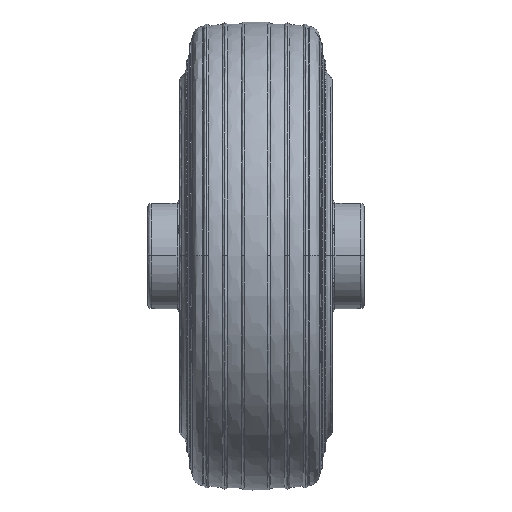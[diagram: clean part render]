
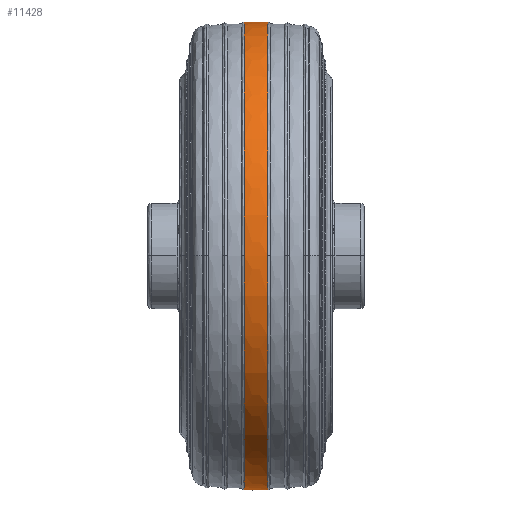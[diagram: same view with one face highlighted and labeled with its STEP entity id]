
A CAD part, top view. The second image highlights one B-rep face of the part: STEP entity #11428.
In plain terms, the highlighted toroidal (fillet/blend) face has major radius 60.5 mm and minor radius 100.5 mm.
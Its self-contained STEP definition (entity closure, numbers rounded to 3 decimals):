
#181 = ORIENTED_EDGE ( 'NONE', *, *, #8388, .F. ) ;
#1130 = ORIENTED_EDGE ( 'NONE', *, *, #3370, .T. ) ;
#1486 = VERTEX_POINT ( 'NONE', #12888 ) ;
#1730 = CARTESIAN_POINT ( 'NONE',  ( -2.01, 0., 0. ) ) ;
#1840 = CARTESIAN_POINT ( 'NONE',  ( -2.01, 0., 39.98 ) ) ;
#1844 = AXIS2_PLACEMENT_3D ( 'NONE', #6482, #6708, #8158 ) ;
#2185 = DIRECTION ( 'NONE',  ( 1., 0., 0. ) ) ;
#2819 = TOROIDAL_SURFACE ( 'NONE', #10996, -60.5, 100.5 ) ;
#2891 = VERTEX_POINT ( 'NONE', #9489 ) ;
#3370 = EDGE_CURVE ( 'NONE', #1486, #11443, #14759, .T. ) ;
#3861 = DIRECTION ( 'NONE',  ( 0., -1., 0. ) ) ;
#4286 = CIRCLE ( 'NONE', #10490, 39.98 ) ;
#4891 = ORIENTED_EDGE ( 'NONE', *, *, #10795, .F. ) ;
#5018 = CIRCLE ( 'NONE', #6052, 39.98 ) ;
#5078 = CIRCLE ( 'NONE', #1844, 39.98 ) ;
#5188 = DIRECTION ( 'NONE',  ( 0., 0., 1. ) ) ;
#5235 = EDGE_CURVE ( 'NONE', #7541, #2891, #5078, .T. ) ;
#5585 = DIRECTION ( 'NONE',  ( 1., 0., 0. ) ) ;
#5682 = DIRECTION ( 'NONE',  ( 1., 0., 0. ) ) ;
#6052 = AXIS2_PLACEMENT_3D ( 'NONE', #12828, #2185, #9342 ) ;
#6482 = CARTESIAN_POINT ( 'NONE',  ( -2.01, 0., 0. ) ) ;
#6544 = CARTESIAN_POINT ( 'NONE',  ( 2.01, 0., 39.98 ) ) ;
#6684 = DIRECTION ( 'NONE',  ( 0., 0., -1. ) ) ;
#6685 = DIRECTION ( 'NONE',  ( 0., 0., -1. ) ) ;
#6708 = DIRECTION ( 'NONE',  ( -1., 0., 0. ) ) ;
#6756 = CARTESIAN_POINT ( 'NONE',  ( 2.01, 0., 0. ) ) ;
#6765 = CARTESIAN_POINT ( 'NONE',  ( 2.01, 39.98, 0. ) ) ;
#6767 = AXIS2_PLACEMENT_3D ( 'NONE', #6756, #5585, #6685 ) ;
#6823 = ORIENTED_EDGE ( 'NONE', *, *, #11128, .F. ) ;
#6842 = DIRECTION ( 'NONE',  ( -1., 0., 0. ) ) ;
#7541 = VERTEX_POINT ( 'NONE', #1840 ) ;
#7835 = CARTESIAN_POINT ( 'NONE',  ( 0., -60.5, 0. ) ) ;
#8028 = AXIS2_PLACEMENT_3D ( 'NONE', #14693, #5188, #3861 ) ;
#8090 = DIRECTION ( 'NONE',  ( 0., 1., 0. ) ) ;
#8158 = DIRECTION ( 'NONE',  ( 0., 0., -1. ) ) ;
#8253 = AXIS2_PLACEMENT_3D ( 'NONE', #7835, #6684, #6842 ) ;
#8388 = EDGE_CURVE ( 'NONE', #10856, #11443, #9973, .T. ) ;
#8864 = EDGE_CURVE ( 'NONE', #13886, #10856, #5018, .T. ) ;
#9342 = DIRECTION ( 'NONE',  ( 0., 0., -1. ) ) ;
#9489 = CARTESIAN_POINT ( 'NONE',  ( -2.01, 39.98, 0. ) ) ;
#9973 = CIRCLE ( 'NONE', #6767, 39.98 ) ;
#10398 = CARTESIAN_POINT ( 'NONE',  ( 2.01, -39.98, 0. ) ) ;
#10490 = AXIS2_PLACEMENT_3D ( 'NONE', #1730, #11190, #14892 ) ;
#10625 = CARTESIAN_POINT ( 'NONE',  ( 0., 0., 0. ) ) ;
#10632 = ORIENTED_EDGE ( 'NONE', *, *, #8864, .F. ) ;
#10766 = EDGE_LOOP ( 'NONE', ( #6823, #1130, #181, #10632, #4891, #10894 ) ) ;
#10795 = EDGE_CURVE ( 'NONE', #2891, #13886, #13740, .T. ) ;
#10856 = VERTEX_POINT ( 'NONE', #6544 ) ;
#10894 = ORIENTED_EDGE ( 'NONE', *, *, #5235, .F. ) ;
#10996 = AXIS2_PLACEMENT_3D ( 'NONE', #10625, #5682, #8090 ) ;
#11128 = EDGE_CURVE ( 'NONE', #1486, #7541, #4286, .T. ) ;
#11190 = DIRECTION ( 'NONE',  ( -1., 0., 0. ) ) ;
#11428 = ADVANCED_FACE ( 'NONE', ( #12985 ), #2819, .T. ) ;
#11443 = VERTEX_POINT ( 'NONE', #10398 ) ;
#12828 = CARTESIAN_POINT ( 'NONE',  ( 2.01, 0., 0. ) ) ;
#12888 = CARTESIAN_POINT ( 'NONE',  ( -2.01, -39.98, 0. ) ) ;
#12985 = FACE_OUTER_BOUND ( 'NONE', #10766, .T. ) ;
#13740 = CIRCLE ( 'NONE', #8253, 100.5 ) ;
#13886 = VERTEX_POINT ( 'NONE', #6765 ) ;
#14693 = CARTESIAN_POINT ( 'NONE',  ( 0., 60.5, 0. ) ) ;
#14759 = CIRCLE ( 'NONE', #8028, 100.5 ) ;
#14892 = DIRECTION ( 'NONE',  ( 0., 0., -1. ) ) ;
